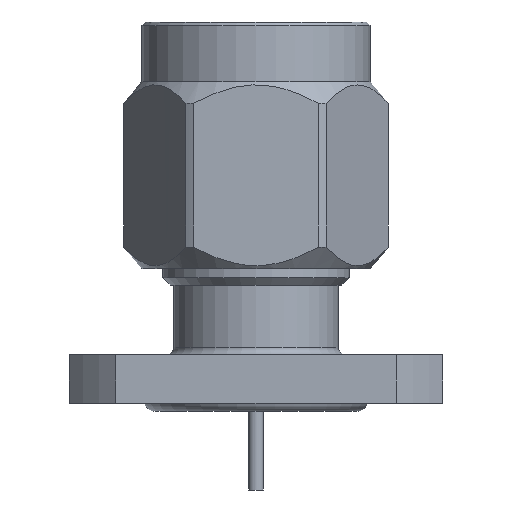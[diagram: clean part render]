
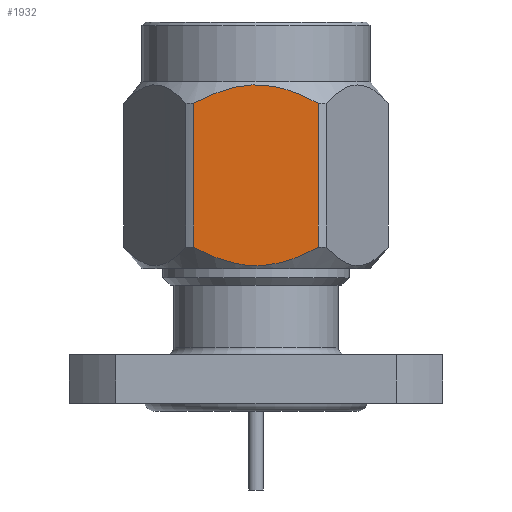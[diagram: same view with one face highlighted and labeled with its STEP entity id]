
A CAD part, front view. The second image highlights one B-rep face of the part: STEP entity #1932.
In plain terms, the highlighted planar face has unit normal (0, -1, 0).
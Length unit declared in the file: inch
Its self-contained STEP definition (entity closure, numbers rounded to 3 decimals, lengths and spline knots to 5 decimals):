
#43 = ORIENTED_EDGE ( 'NONE', *, *, #1578, .T. ) ;
#116 = CARTESIAN_POINT ( 'NONE',  ( 0.03698, -0.15625, 0.04576 ) ) ;
#122 = CARTESIAN_POINT ( 'NONE',  ( -0.08326, -0.15625, -0.1661 ) ) ;
#143 = CARTESIAN_POINT ( 'NONE',  ( 0.04226, -0.15625, -0.18419 ) ) ;
#158 = CARTESIAN_POINT ( 'NONE',  ( 0.06959, -0.15625, 0.03376 ) ) ;
#177 = CARTESIAN_POINT ( 'NONE',  ( -0.05967, -0.15625, 0.0378 ) ) ;
#181 = CARTESIAN_POINT ( 'NONE',  ( 0.04134, -0.15625, -0.18448 ) ) ;
#198 = CARTESIAN_POINT ( 'NONE',  ( 0.01766, -0.15625, -0.19003 ) ) ;
#200 = ORIENTED_EDGE ( 'NONE', *, *, #1954, .T. ) ;
#410 = PLANE ( 'NONE',  #863 ) ;
#418 = CARTESIAN_POINT ( 'NONE',  ( 0.05593, -0.15625, -0.17986 ) ) ;
#438 = CARTESIAN_POINT ( 'NONE',  ( -0.04417, -0.15625, -0.18359 ) ) ;
#455 = CARTESIAN_POINT ( 'NONE',  ( 0.03426, -0.15625, 0.04647 ) ) ;
#460 = VERTEX_POINT ( 'NONE', #1352 ) ;
#488 = DIRECTION ( 'NONE',  ( 0., 0., 1. ) ) ;
#493 = CARTESIAN_POINT ( 'NONE',  ( -0.02872, -0.15625, -0.18852 ) ) ;
#662 = B_SPLINE_CURVE_WITH_KNOTS ( 'NONE', 3,
 ( #2453, #1585, #2741, #177, #2511, #3662, #3642, #1337, #1004, #2785, #2147, #1882, #1859, #1276, #3597, #3682, #2762, #455, #116, #1058, #2225, #1023, #3394, #2168, #158, #3315 ),
 .UNSPECIFIED., .F., .F.,
 ( 4, 2, 2, 1, 1, 2, 2, 2, 2, 2, 1, 1, 2, 2, 4 ),
 ( 0., 0.125, 0.1875, 0.21875, 0.23438, 0.24219, 0.25, 0.5, 0.625, 0.6875, 0.71875, 0.73438, 0.74219, 0.75, 1. ),
 .UNSPECIFIED. ) ;
#742 = CARTESIAN_POINT ( 'NONE',  ( 0.00694, -0.15625, -0.19089 ) ) ;
#744 = VERTEX_POINT ( 'NONE', #3570 ) ;
#760 = CARTESIAN_POINT ( 'NONE',  ( 0.06929, -0.15625, -0.17392 ) ) ;
#863 = AXIS2_PLACEMENT_3D ( 'NONE', #3113, #2739, #2818 ) ;
#1004 = CARTESIAN_POINT ( 'NONE',  ( -0.04482, -0.15625, 0.04337 ) ) ;
#1023 = CARTESIAN_POINT ( 'NONE',  ( 0.04245, -0.15625, 0.04413 ) ) ;
#1030 = ORIENTED_EDGE ( 'NONE', *, *, #3087, .T. ) ;
#1058 = CARTESIAN_POINT ( 'NONE',  ( 0.04017, -0.15625, 0.04483 ) ) ;
#1062 = VECTOR ( 'NONE', #1142, 39.37008 ) ;
#1142 = DIRECTION ( 'NONE',  ( 0., 0., -1. ) ) ;
#1276 = CARTESIAN_POINT ( 'NONE',  ( 0.00737, -0.15625, 0.05087 ) ) ;
#1282 = CARTESIAN_POINT ( 'NONE',  ( -0.04496, -0.15625, -0.18332 ) ) ;
#1301 = CARTESIAN_POINT ( 'NONE',  ( -0.08326, -0.15625, -0.405 ) ) ;
#1337 = CARTESIAN_POINT ( 'NONE',  ( -0.04605, -0.15625, 0.04297 ) ) ;
#1341 = CARTESIAN_POINT ( 'NONE',  ( 0.08326, -0.15625, -0.1661 ) ) ;
#1352 = CARTESIAN_POINT ( 'NONE',  ( -0.08326, -0.15625, 0.0261 ) ) ;
#1357 = LINE ( 'NONE', #2489, #1651 ) ;
#1363 = CARTESIAN_POINT ( 'NONE',  ( -0.06614, -0.15625, -0.17511 ) ) ;
#1578 = EDGE_CURVE ( 'NONE', #744, #1878, #2840, .T. ) ;
#1585 = CARTESIAN_POINT ( 'NONE',  ( -0.07639, -0.15625, 0.02994 ) ) ;
#1591 = CARTESIAN_POINT ( 'NONE',  ( -0.01427, -0.15625, -0.19086 ) ) ;
#1633 = CARTESIAN_POINT ( 'NONE',  ( -0.04897, -0.15625, -0.18196 ) ) ;
#1651 = VECTOR ( 'NONE', #488, 39.37008 ) ;
#1667 = VERTEX_POINT ( 'NONE', #3170 ) ;
#1859 = CARTESIAN_POINT ( 'NONE',  ( -0.01436, -0.15625, 0.0509 ) ) ;
#1878 = VERTEX_POINT ( 'NONE', #2389 ) ;
#1882 = CARTESIAN_POINT ( 'NONE',  ( -0.02848, -0.15625, 0.04857 ) ) ;
#1887 = CARTESIAN_POINT ( 'NONE',  ( -0.04616, -0.15625, -0.18293 ) ) ;
#1911 = EDGE_LOOP ( 'NONE', ( #200, #1991, #1030, #43 ) ) ;
#1932 = ADVANCED_FACE ( 'NONE', ( #2802 ), #410, .T. ) ;
#1954 = EDGE_CURVE ( 'NONE', #1878, #1667, #1357, .T. ) ;
#1991 = ORIENTED_EDGE ( 'NONE', *, *, #3715, .F. ) ;
#2147 = CARTESIAN_POINT ( 'NONE',  ( -0.04364, -0.15625, 0.04376 ) ) ;
#2168 = CARTESIAN_POINT ( 'NONE',  ( 0.05646, -0.15625, 0.03967 ) ) ;
#2225 = CARTESIAN_POINT ( 'NONE',  ( 0.04154, -0.15625, 0.04441 ) ) ;
#2389 = CARTESIAN_POINT ( 'NONE',  ( 0.08326, -0.15625, -0.1661 ) ) ;
#2453 = CARTESIAN_POINT ( 'NONE',  ( -0.08326, -0.15625, 0.0261 ) ) ;
#2489 = CARTESIAN_POINT ( 'NONE',  ( 0.08326, -0.15625, -0.405 ) ) ;
#2511 = CARTESIAN_POINT ( 'NONE',  ( -0.05635, -0.15625, 0.03918 ) ) ;
#2739 = DIRECTION ( 'NONE',  ( 0., -1., 0. ) ) ;
#2741 = CARTESIAN_POINT ( 'NONE',  ( -0.06965, -0.15625, 0.03335 ) ) ;
#2762 = CARTESIAN_POINT ( 'NONE',  ( 0.02885, -0.15624, 0.04779 ) ) ;
#2767 = CARTESIAN_POINT ( 'NONE',  ( 0.03675, -0.15625, -0.18582 ) ) ;
#2785 = CARTESIAN_POINT ( 'NONE',  ( -0.044, -0.15625, 0.04364 ) ) ;
#2787 = LINE ( 'NONE', #1301, #1062 ) ;
#2802 = FACE_OUTER_BOUND ( 'NONE', #1911, .T. ) ;
#2808 = CARTESIAN_POINT ( 'NONE',  ( -0.04383, -0.15625, -0.1837 ) ) ;
#2818 = DIRECTION ( 'NONE',  ( 0., 0., -1. ) ) ;
#2840 = B_SPLINE_CURVE_WITH_KNOTS ( 'NONE', 3,
 ( #122, #3647, #1363, #3118, #1633, #1887, #1282, #438, #2808, #493, #1591, #742, #198, #3065, #2767, #3700, #181, #143, #3414, #418, #760, #1341 ),
 .UNSPECIFIED., .F., .F.,
 ( 4, 1, 1, 1, 1, 2, 2, 2, 1, 1, 1, 1, 2, 2, 4 ),
 ( 0., 0.125, 0.1875, 0.21875, 0.23437, 0.24219, 0.25, 0.5, 0.625, 0.6875, 0.71875, 0.73437, 0.74219, 0.75, 1. ),
 .UNSPECIFIED. ) ;
#3065 = CARTESIAN_POINT ( 'NONE',  ( 0.03035, -0.15625, -0.18748 ) ) ;
#3087 = EDGE_CURVE ( 'NONE', #460, #744, #2787, .T. ) ;
#3113 = CARTESIAN_POINT ( 'NONE',  ( -0.09021, -0.15625, -0.405 ) ) ;
#3118 = CARTESIAN_POINT ( 'NONE',  ( -0.05463, -0.15625, -0.17988 ) ) ;
#3170 = CARTESIAN_POINT ( 'NONE',  ( 0.08326, -0.15625, 0.0261 ) ) ;
#3315 = CARTESIAN_POINT ( 'NONE',  ( 0.08326, -0.15625, 0.0261 ) ) ;
#3394 = CARTESIAN_POINT ( 'NONE',  ( 0.04296, -0.15625, 0.04397 ) ) ;
#3414 = CARTESIAN_POINT ( 'NONE',  ( 0.04278, -0.15625, -0.18403 ) ) ;
#3570 = CARTESIAN_POINT ( 'NONE',  ( -0.08326, -0.15625, -0.1661 ) ) ;
#3597 = CARTESIAN_POINT ( 'NONE',  ( 0.01451, -0.15624, 0.05028 ) ) ;
#3642 = CARTESIAN_POINT ( 'NONE',  ( -0.04893, -0.15625, 0.04198 ) ) ;
#3647 = CARTESIAN_POINT ( 'NONE',  ( -0.07632, -0.15625, -0.16998 ) ) ;
#3662 = CARTESIAN_POINT ( 'NONE',  ( -0.0514, -0.15625, 0.04107 ) ) ;
#3682 = CARTESIAN_POINT ( 'NONE',  ( 0.02526, -0.15624, 0.04852 ) ) ;
#3700 = CARTESIAN_POINT ( 'NONE',  ( 0.03996, -0.15625, -0.18489 ) ) ;
#3715 = EDGE_CURVE ( 'NONE', #460, #1667, #662, .T. ) ;
